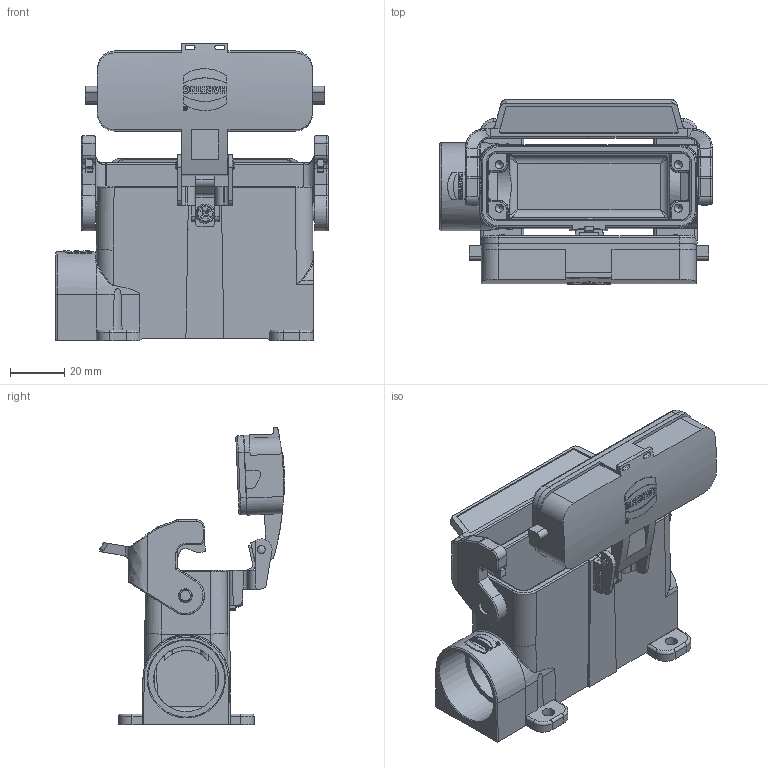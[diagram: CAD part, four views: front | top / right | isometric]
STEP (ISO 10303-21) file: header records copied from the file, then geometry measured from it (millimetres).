
FILE_DESCRIPTION((''),'2;1');
FILE_NAME('05200160264.stp','2020-07-07T16:13:38',('e.eickhoff'),(''),'Autodesk Inventor 2012','Autodesk Inventor 2012','');
FILE_SCHEMA(('AUTOMOTIVE_DESIGN { 1 0 10303 214 1 1 1 1 }'));
Length unit declared in the file: millimetre
Products named in the file (4): 05200160264; 05200160264-2deckel; 05200160264 deckel
Assembly tree (3 placements, depth 2):
  05200160264
    05200160264
    05200160264-2deckel
    05200160264 deckel
Bounding box: 100.5 x 68.32 x 109.78 mm (x, y, z)
Volume: 81881.6 mm3; surface area: 53670 mm2
Topology: 6 solids, 6 shells, 957 faces, 2499 edges, 1601 vertices
Faces by surface type: plane 436, cylinder 285, bspline 159, torus 42, cone 31, sphere 4
Full cylindrical faces by diameter (mm): 1.1 x1, 3 x9, 3.436 x1, 4 x2, 4.6 x4, 4.8 x2, 5.1 x2, 6 x1, 6.6 x2, 7 x1, 8 x1, 24 x1, 26.9 x1, 28.3 x1
Entity records: 36863 total; most frequent: CARTESIAN_POINT 13442, ORIENTED_EDGE 4832, DIRECTION 4516, EDGE_CURVE 2416, AXIS2_PLACEMENT_3D 1575, VERTEX_POINT 1570, VECTOR 1366, LINE 1366
